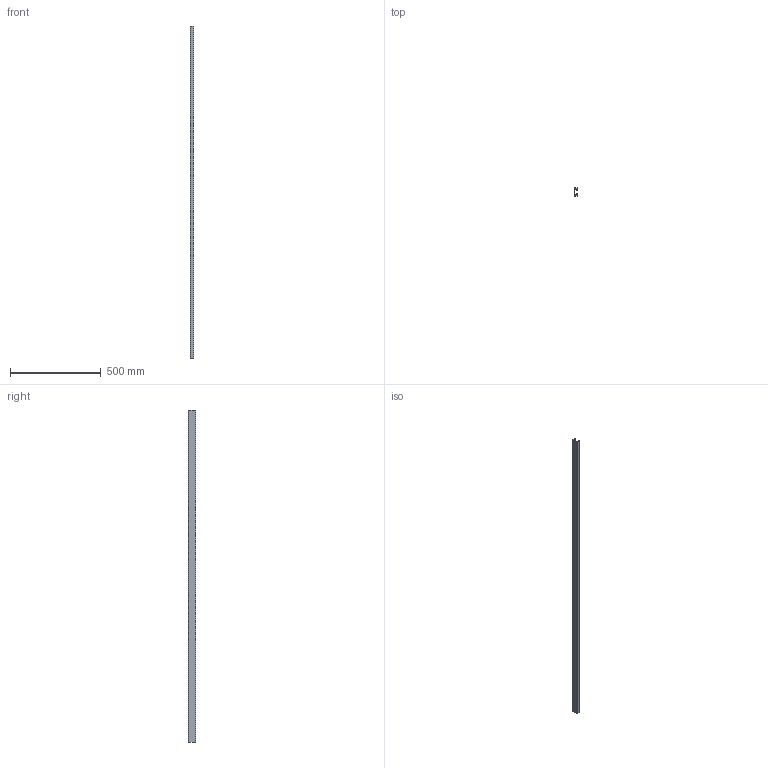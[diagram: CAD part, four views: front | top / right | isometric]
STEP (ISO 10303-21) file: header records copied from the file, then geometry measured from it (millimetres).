
FILE_DESCRIPTION (( 'STEP AP214' ), '1' );
FILE_NAME ('CRT_1F32F866CF.step', '2019-10-25T13:34:28', ( 'localadmin' ), ( 'BOXX Technologies, Inc.' ), 'SwSTEP 2.0', 'SolidWorks 2018', '' );
FILE_SCHEMA (( 'AUTOMOTIVE_DESIGN' ));
Length unit declared in the file: inch
Products named in the file (3): hqj6M8iqmE_CADModel_0; CRT_1F32F866CF
Assembly tree (1 placements, depth 2):
  hqj6M8iqmE_CADModel_0
  CRT_1F32F866CF
    hqj6M8iqmE_CADModel_0
Bounding box: 20.64 x 41.27 x 1828.8 mm (x, y, z)
Volume: 451917.1 mm3; surface area: 357632.5 mm2
Topology: 1 solids, 1 shells, 30 faces, 84 edges, 56 vertices
Faces by surface type: plane 18, cylinder 12
Entity records: 1451 total; most frequent: DIRECTION 178, CARTESIAN_POINT 175, ORIENTED_EDGE 168, EDGE_CURVE 84, VECTOR 60, LINE 60, AXIS2_PLACEMENT_3D 59, VERTEX_POINT 56
